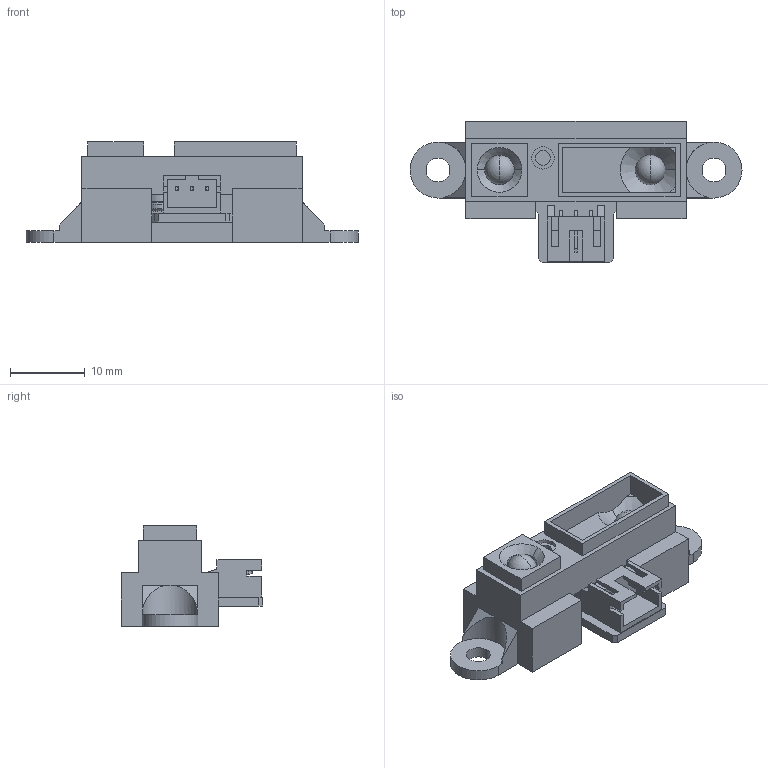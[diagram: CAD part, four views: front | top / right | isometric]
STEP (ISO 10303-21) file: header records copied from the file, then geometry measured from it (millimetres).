
FILE_DESCRIPTION((''),'2;1');
FILE_NAME('PSD_ASM_ASM','2019-10-16T',('rlaxo'),(''),'CREO PARAMETRIC BY PTC INC, 2014190','CREO PARAMETRIC BY PTC INC, 2014190','');
FILE_SCHEMA(('CONFIG_CONTROL_DESIGN'));
Length unit declared in the file: millimetre
Products named in the file (4): PSD_BOARD; PSD_COVER; M2_BOLT; PSD_ASM_ASM
Assembly tree (3 placements, depth 2):
  PSD_ASM_ASM
    PSD_BOARD
    PSD_COVER
    M2_BOLT
Bounding box: 44.5 x 18.9 x 13.45 mm (x, y, z)
Volume: 2560.7 mm3; surface area: 4366.1 mm2
Topology: 3 solids, 3 shells, 299 faces, 809 edges, 522 vertices
Faces by surface type: plane 232, cylinder 45, sphere 12, cone 6, torus 4
Entity records: 9442 total; most frequent: CARTESIAN_POINT 1733, ORIENTED_EDGE 1598, DIRECTION 1543, EDGE_CURVE 799, VECTOR 633, LINE 633, VERTEX_POINT 522, AXIS2_PLACEMENT_3D 455
